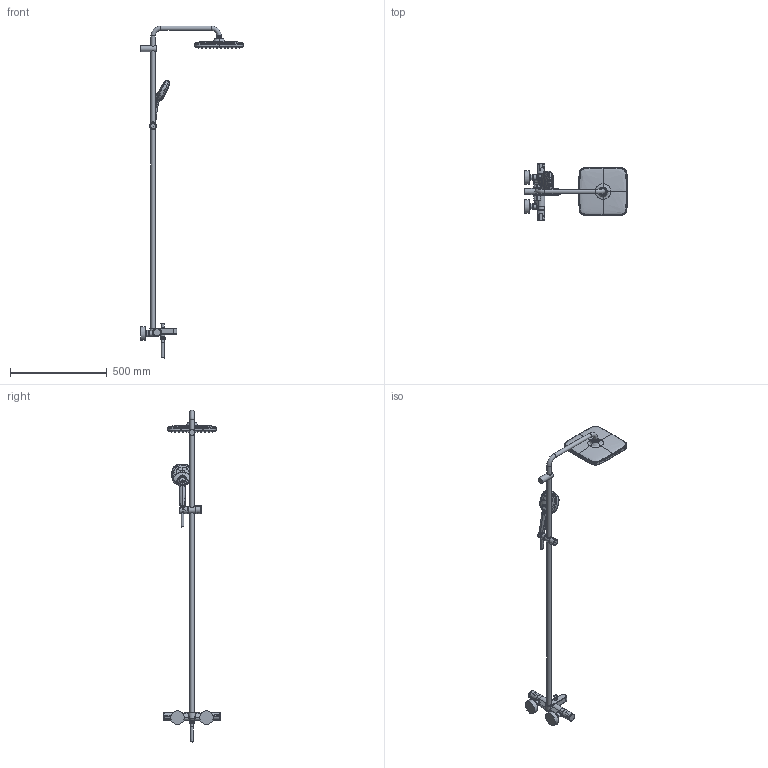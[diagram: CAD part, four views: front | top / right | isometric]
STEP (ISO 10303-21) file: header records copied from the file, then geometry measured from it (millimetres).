
FILE_DESCRIPTION(/* description */ ('Unknown'),/* implementation_level */ '2;1');
FILE_NAME(/* name */ '26984001',/* time_stamp */ '2023-04-21T09:45:28+02:00',/* author */ ('Unknown'),/* organization */ ('GROHE AG'),/* preprocessor_version */ 'ST-DEVELOPER v16.7',/* originating_system */ 'DEX',/* authorisation */ $);
FILE_SCHEMA (('AUTOMOTIVE_DESIGN {1 0 10303 214 3 1 1}'));
Length unit declared in the file: millimetre
Products named in the file (1): 26984001
Bounding box: 529 x 298.45 x 1711.44 mm (x, y, z)
Volume: 194563.5 mm3; surface area: 552086.1 mm2
Topology: 2 solids, 545 shells, 2036 faces, 7651 edges, 5990 vertices
Faces by surface type: bspline 1083, plane 402, cylinder 347, cone 99, torus 82, sphere 23
Full cylindrical faces by diameter (mm): 2.8 x72, 3.7 x17, 3.797 x66, 4.1 x7, 10.8 x2, 13.8 x2, 14.7 x2, 15.196 x1, 18.2 x1, 18.3 x1, 18.5 x2, 19 x2, 19.9 x1, 20.955 x3, 21.2 x1, 22 x3, 22.4 x1, 22.6 x1, 22.9 x2, 22.917 x1, 23 x2, 23.05 x1, 24.25 x1, 26.44 x2, 27 x2, 31.3 x1, 33.4 x2, 36 x2, 37 x2, 40 x2
Entity records: 148661 total; most frequent: CARTESIAN_POINT 94001, ORIENTED_EDGE 9274, EDGE_CURVE 6772, VERTEX_POINT 5612, DIRECTION 4979, B_SPLINE_CURVE_WITH_KNOTS 4978, EDGE_LOOP 3343, FACE_BOUND 3343
